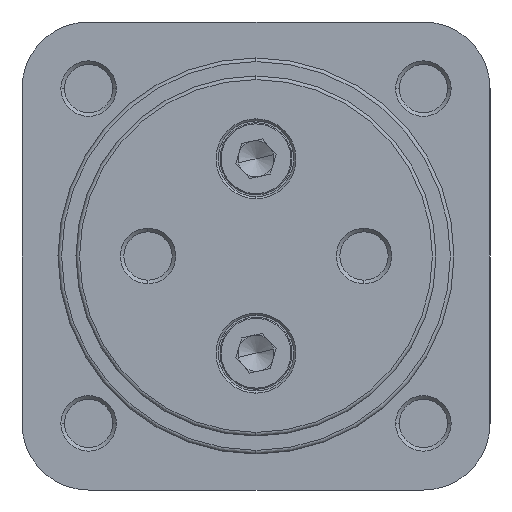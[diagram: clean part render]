
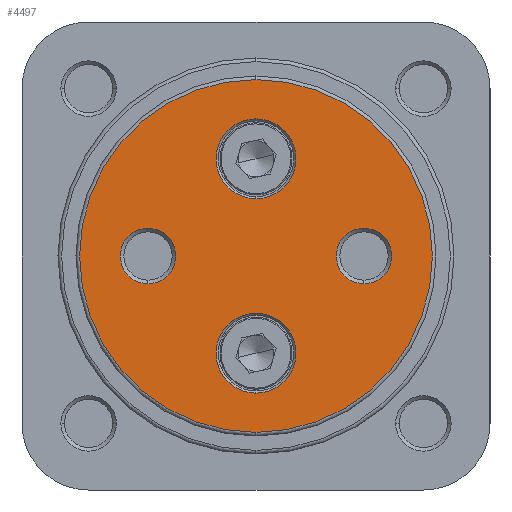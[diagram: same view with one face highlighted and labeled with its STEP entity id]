
A CAD part, left-side view. The second image highlights one B-rep face of the part: STEP entity #4497.
In plain terms, the highlighted planar face has unit normal (-1, 0, 0).
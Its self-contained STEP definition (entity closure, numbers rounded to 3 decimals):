
#50 = DIRECTION ( 'NONE',  ( 0., 0., -1. ) ) ;
#51 = DIRECTION ( 'NONE',  ( 1., 0., 0. ) ) ;
#53 = CARTESIAN_POINT ( 'NONE',  ( 0., 0., -13.5 ) ) ;
#62 = DIRECTION ( 'NONE',  ( 0., 0., -1. ) ) ;
#63 = DIRECTION ( 'NONE',  ( 1., 0., 0. ) ) ;
#64 = CARTESIAN_POINT ( 'NONE',  ( 0., 0., 13.5 ) ) ;
#142 = DIRECTION ( 'NONE',  ( 0., 0., -1. ) ) ;
#143 = DIRECTION ( 'NONE',  ( -1., 0., 0. ) ) ;
#146 = CARTESIAN_POINT ( 'NONE',  ( 0., 0., 0. ) ) ;
#151 = DIRECTION ( 'NONE',  ( 0., 0., -1. ) ) ;
#152 = DIRECTION ( 'NONE',  ( -1., 0., 0. ) ) ;
#161 = CARTESIAN_POINT ( 'NONE',  ( 0., 0., 0. ) ) ;
#186 = DIRECTION ( 'NONE',  ( 0., 0., -1. ) ) ;
#187 = DIRECTION ( 'NONE',  ( 1., 0., 0. ) ) ;
#202 = DIRECTION ( 'NONE',  ( 0., 0., -1. ) ) ;
#203 = DIRECTION ( 'NONE',  ( 1., 0., 0. ) ) ;
#204 = CARTESIAN_POINT ( 'NONE',  ( 0., 15., 0. ) ) ;
#211 = CARTESIAN_POINT ( 'NONE',  ( 0., -15., 0. ) ) ;
#255 = DIRECTION ( 'NONE',  ( 0., 0., -1. ) ) ;
#256 = DIRECTION ( 'NONE',  ( 1., 0., 0. ) ) ;
#258 = CARTESIAN_POINT ( 'NONE',  ( 0., 0., -13.5 ) ) ;
#525 = VERTEX_POINT ( 'NONE', #947 ) ;
#560 = VERTEX_POINT ( 'NONE', #927 ) ;
#563 = VERTEX_POINT ( 'NONE', #923 ) ;
#574 = VERTEX_POINT ( 'NONE', #919 ) ;
#685 = CARTESIAN_POINT ( 'NONE',  ( 0., 0., 7.95 ) ) ;
#699 = CARTESIAN_POINT ( 'NONE',  ( 0., 0., 24.5 ) ) ;
#722 = CARTESIAN_POINT ( 'NONE',  ( 0., 15., -3.85 ) ) ;
#726 = CARTESIAN_POINT ( 'NONE',  ( 0., 15., 3.85 ) ) ;
#919 = CARTESIAN_POINT ( 'NONE',  ( 0., 0., -7.95 ) ) ;
#923 = CARTESIAN_POINT ( 'NONE',  ( 0., 0., -24.5 ) ) ;
#927 = CARTESIAN_POINT ( 'NONE',  ( 0., 0., 19.05 ) ) ;
#947 = CARTESIAN_POINT ( 'NONE',  ( 0., 0., -19.05 ) ) ;
#963 = VERTEX_POINT ( 'NONE', #726 ) ;
#966 = VERTEX_POINT ( 'NONE', #722 ) ;
#983 = VERTEX_POINT ( 'NONE', #699 ) ;
#992 = VERTEX_POINT ( 'NONE', #685 ) ;
#1316 = ORIENTED_EDGE ( 'NONE', *, *, #2506, .T. ) ;
#1317 = ORIENTED_EDGE ( 'NONE', *, *, #2572, .T. ) ;
#1318 = ORIENTED_EDGE ( 'NONE', *, *, #2502, .T. ) ;
#1319 = ORIENTED_EDGE ( 'NONE', *, *, #2576, .T. ) ;
#1320 = ORIENTED_EDGE ( 'NONE', *, *, #3094, .T. ) ;
#1321 = ORIENTED_EDGE ( 'NONE', *, *, #2540, .T. ) ;
#1322 = ORIENTED_EDGE ( 'NONE', *, *, #2489, .T. ) ;
#1323 = ORIENTED_EDGE ( 'NONE', *, *, #2544, .T. ) ;
#1324 = ORIENTED_EDGE ( 'NONE', *, *, #2517, .T. ) ;
#1325 = ORIENTED_EDGE ( 'NONE', *, *, #2515, .T. ) ;
#1813 = CIRCLE ( 'NONE', #2659, 5.55 ) ;
#1827 = CIRCLE ( 'NONE', #2672, 3.85 ) ;
#1832 = CIRCLE ( 'NONE', #2676, 3.85 ) ;
#1842 = CIRCLE ( 'NONE', #2683, 24.5 ) ;
#1845 = CIRCLE ( 'NONE', #2684, 24.5 ) ;
#1875 = CIRCLE ( 'NONE', #2702, 5.55 ) ;
#1882 = CIRCLE ( 'NONE', #2705, 5.55 ) ;
#1937 = CIRCLE ( 'NONE', #2719, 3.85 ) ;
#1943 = CIRCLE ( 'NONE', #2718, 3.85 ) ;
#2489 = EDGE_CURVE ( 'NONE', #525, #574, #1813, .T. ) ;
#2502 = EDGE_CURVE ( 'NONE', #3290, #3194, #1827, .T. ) ;
#2506 = EDGE_CURVE ( 'NONE', #966, #963, #1832, .T. ) ;
#2515 = EDGE_CURVE ( 'NONE', #563, #983, #1842, .T. ) ;
#2517 = EDGE_CURVE ( 'NONE', #983, #563, #1845, .T. ) ;
#2540 = EDGE_CURVE ( 'NONE', #560, #992, #1875, .T. ) ;
#2544 = EDGE_CURVE ( 'NONE', #574, #525, #1882, .T. ) ;
#2572 = EDGE_CURVE ( 'NONE', #963, #966, #1937, .T. ) ;
#2576 = EDGE_CURVE ( 'NONE', #3194, #3290, #1943, .T. ) ;
#2659 = AXIS2_PLACEMENT_3D ( 'NONE', #258, #256, #255 ) ;
#2672 = AXIS2_PLACEMENT_3D ( 'NONE', #211, #203, #202 ) ;
#2676 = AXIS2_PLACEMENT_3D ( 'NONE', #204, #187, #186 ) ;
#2683 = AXIS2_PLACEMENT_3D ( 'NONE', #161, #152, #151 ) ;
#2684 = AXIS2_PLACEMENT_3D ( 'NONE', #146, #143, #142 ) ;
#2702 = AXIS2_PLACEMENT_3D ( 'NONE', #64, #63, #62 ) ;
#2705 = AXIS2_PLACEMENT_3D ( 'NONE', #53, #51, #50 ) ;
#2718 = AXIS2_PLACEMENT_3D ( 'NONE', #6142, #6143, #6144 ) ;
#2719 = AXIS2_PLACEMENT_3D ( 'NONE', #6132, #6133, #6134 ) ;
#2831 = AXIS2_PLACEMENT_3D ( 'NONE', #6648, #6655, #6656 ) ;
#3094 = EDGE_CURVE ( 'NONE', #992, #560, #7419, .T. ) ;
#3194 = VERTEX_POINT ( 'NONE', #6743 ) ;
#3290 = VERTEX_POINT ( 'NONE', #6838 ) ;
#3879 = EDGE_LOOP ( 'NONE', ( #1325, #1324 ) ) ;
#3881 = EDGE_LOOP ( 'NONE', ( #1321, #1320 ) ) ;
#4497 = ADVANCED_FACE ( 'NONE', ( #7809, #7814, #7816, #7818, #7812 ), #4811, .F. ) ;
#4791 = CARTESIAN_POINT ( 'NONE',  ( 0., 0., 0. ) ) ;
#4811 = PLANE ( 'NONE',  #5802 ) ;
#4813 = DIRECTION ( 'NONE',  ( 1., 0., 0. ) ) ;
#4814 = DIRECTION ( 'NONE',  ( 0., 0., -1. ) ) ;
#5802 = AXIS2_PLACEMENT_3D ( 'NONE', #4791, #4813, #4814 ) ;
#6094 = EDGE_LOOP ( 'NONE', ( #1323, #1322 ) ) ;
#6098 = EDGE_LOOP ( 'NONE', ( #1317, #1316 ) ) ;
#6101 = EDGE_LOOP ( 'NONE', ( #1319, #1318 ) ) ;
#6132 = CARTESIAN_POINT ( 'NONE',  ( 0., 15., 0. ) ) ;
#6133 = DIRECTION ( 'NONE',  ( 1., 0., 0. ) ) ;
#6134 = DIRECTION ( 'NONE',  ( 0., 0., -1. ) ) ;
#6142 = CARTESIAN_POINT ( 'NONE',  ( 0., -15., 0. ) ) ;
#6143 = DIRECTION ( 'NONE',  ( 1., 0., 0. ) ) ;
#6144 = DIRECTION ( 'NONE',  ( 0., 0., -1. ) ) ;
#6648 = CARTESIAN_POINT ( 'NONE',  ( 0., 0., 13.5 ) ) ;
#6655 = DIRECTION ( 'NONE',  ( 1., 0., 0. ) ) ;
#6656 = DIRECTION ( 'NONE',  ( 0., 0., -1. ) ) ;
#6743 = CARTESIAN_POINT ( 'NONE',  ( 0., -15., 3.85 ) ) ;
#6838 = CARTESIAN_POINT ( 'NONE',  ( 0., -15., -3.85 ) ) ;
#7419 = CIRCLE ( 'NONE', #2831, 5.55 ) ;
#7809 = FACE_OUTER_BOUND ( 'NONE', #3879, .T. ) ;
#7812 = FACE_BOUND ( 'NONE', #6098, .T. ) ;
#7814 = FACE_BOUND ( 'NONE', #6094, .T. ) ;
#7816 = FACE_BOUND ( 'NONE', #3881, .T. ) ;
#7818 = FACE_BOUND ( 'NONE', #6101, .T. ) ;
